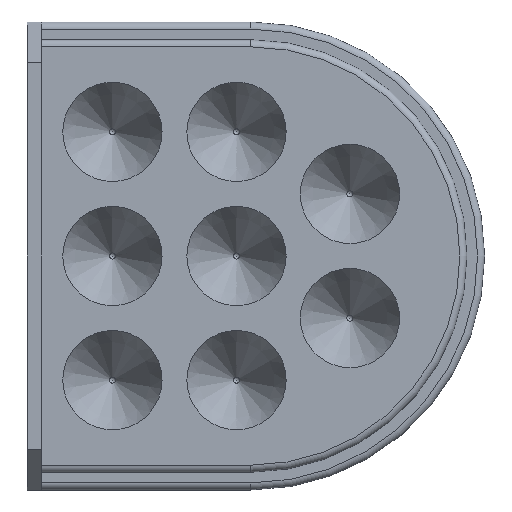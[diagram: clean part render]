
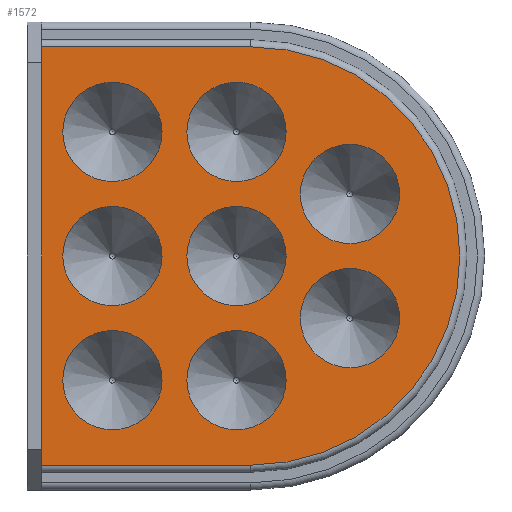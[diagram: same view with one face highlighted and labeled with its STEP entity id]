
A CAD part, front view. The second image highlights one B-rep face of the part: STEP entity #1572.
In plain terms, the highlighted planar face has unit normal (0, -1, 0).
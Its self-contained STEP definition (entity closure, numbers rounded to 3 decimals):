
#75=PLANE('',#1725);
#135=CIRCLE('',#1726,7.);
#136=CIRCLE('',#1727,7.);
#137=CIRCLE('',#1728,7.);
#138=CIRCLE('',#1729,7.);
#139=CIRCLE('',#1730,7.);
#140=CIRCLE('',#1731,7.);
#141=CIRCLE('',#1732,7.);
#142=CIRCLE('',#1733,7.);
#143=CIRCLE('',#1734,29.5);
#283=ORIENTED_EDGE('',*,*,#644,.F.);
#284=ORIENTED_EDGE('',*,*,#645,.F.);
#285=ORIENTED_EDGE('',*,*,#646,.F.);
#286=ORIENTED_EDGE('',*,*,#647,.F.);
#287=ORIENTED_EDGE('',*,*,#648,.F.);
#288=ORIENTED_EDGE('',*,*,#649,.F.);
#289=ORIENTED_EDGE('',*,*,#650,.F.);
#290=ORIENTED_EDGE('',*,*,#651,.F.);
#291=ORIENTED_EDGE('',*,*,#652,.T.);
#292=ORIENTED_EDGE('',*,*,#653,.F.);
#293=ORIENTED_EDGE('',*,*,#654,.T.);
#294=ORIENTED_EDGE('',*,*,#642,.T.);
#642=EDGE_CURVE('',#822,#821,#973,.T.);
#644=EDGE_CURVE('',#823,#823,#135,.T.);
#645=EDGE_CURVE('',#824,#824,#136,.T.);
#646=EDGE_CURVE('',#825,#825,#137,.T.);
#647=EDGE_CURVE('',#826,#826,#138,.T.);
#648=EDGE_CURVE('',#827,#827,#139,.T.);
#649=EDGE_CURVE('',#828,#828,#140,.T.);
#650=EDGE_CURVE('',#829,#829,#141,.T.);
#651=EDGE_CURVE('',#830,#830,#142,.T.);
#652=EDGE_CURVE('',#821,#831,#974,.T.);
#653=EDGE_CURVE('',#832,#831,#975,.T.);
#654=EDGE_CURVE('',#832,#822,#143,.T.);
#821=VERTEX_POINT('',#2601);
#822=VERTEX_POINT('',#2603);
#823=VERTEX_POINT('',#2607);
#824=VERTEX_POINT('',#2609);
#825=VERTEX_POINT('',#2611);
#826=VERTEX_POINT('',#2613);
#827=VERTEX_POINT('',#2615);
#828=VERTEX_POINT('',#2617);
#829=VERTEX_POINT('',#2619);
#830=VERTEX_POINT('',#2621);
#831=VERTEX_POINT('',#2623);
#832=VERTEX_POINT('',#2625);
#973=LINE('',#2602,#1027);
#974=LINE('',#2622,#1028);
#975=LINE('',#2624,#1029);
#1027=VECTOR('',#2015,1000.);
#1028=VECTOR('',#2036,1000.);
#1029=VECTOR('',#2037,1000.);
#1071=EDGE_LOOP('',(#283));
#1072=EDGE_LOOP('',(#284));
#1073=EDGE_LOOP('',(#285));
#1074=EDGE_LOOP('',(#286));
#1075=EDGE_LOOP('',(#287));
#1076=EDGE_LOOP('',(#288));
#1077=EDGE_LOOP('',(#289));
#1078=EDGE_LOOP('',(#290));
#1079=EDGE_LOOP('',(#291,#292,#293,#294));
#1309=FACE_BOUND('',#1071,.T.);
#1310=FACE_BOUND('',#1072,.T.);
#1311=FACE_BOUND('',#1073,.T.);
#1312=FACE_BOUND('',#1074,.T.);
#1313=FACE_BOUND('',#1075,.T.);
#1314=FACE_BOUND('',#1076,.T.);
#1315=FACE_BOUND('',#1077,.T.);
#1316=FACE_BOUND('',#1078,.T.);
#1317=FACE_BOUND('',#1079,.T.);
#1572=ADVANCED_FACE('',(#1309,#1310,#1311,#1312,#1313,#1314,#1315,#1316,
#1317),#75,.F.);
#1725=AXIS2_PLACEMENT_3D('',#2605,#2018,#2019);
#1726=AXIS2_PLACEMENT_3D('',#2606,#2020,#2021);
#1727=AXIS2_PLACEMENT_3D('',#2608,#2022,#2023);
#1728=AXIS2_PLACEMENT_3D('',#2610,#2024,#2025);
#1729=AXIS2_PLACEMENT_3D('',#2612,#2026,#2027);
#1730=AXIS2_PLACEMENT_3D('',#2614,#2028,#2029);
#1731=AXIS2_PLACEMENT_3D('',#2616,#2030,#2031);
#1732=AXIS2_PLACEMENT_3D('',#2618,#2032,#2033);
#1733=AXIS2_PLACEMENT_3D('',#2620,#2034,#2035);
#1734=AXIS2_PLACEMENT_3D('',#2626,#2038,#2039);
#2015=DIRECTION('',(-1.,0.,0.));
#2018=DIRECTION('',(0.,1.,0.));
#2019=DIRECTION('',(0.,0.,1.));
#2020=DIRECTION('',(0.,-1.,0.));
#2021=DIRECTION('',(0.,0.,-1.));
#2022=DIRECTION('',(0.,-1.,0.));
#2023=DIRECTION('',(0.,0.,-1.));
#2024=DIRECTION('',(0.,-1.,0.));
#2025=DIRECTION('',(0.,0.,-1.));
#2026=DIRECTION('',(0.,-1.,0.));
#2027=DIRECTION('',(0.,0.,-1.));
#2028=DIRECTION('',(0.,-1.,0.));
#2029=DIRECTION('',(0.,0.,-1.));
#2030=DIRECTION('',(0.,-1.,0.));
#2031=DIRECTION('',(0.,0.,-1.));
#2032=DIRECTION('',(0.,-1.,0.));
#2033=DIRECTION('',(0.,0.,-1.));
#2034=DIRECTION('',(0.,-1.,0.));
#2035=DIRECTION('',(0.,0.,-1.));
#2036=DIRECTION('',(0.,0.,-1.));
#2037=DIRECTION('',(-1.,0.,0.));
#2038=DIRECTION('',(0.,-1.,0.));
#2039=DIRECTION('',(0.,0.,-1.));
#2601=CARTESIAN_POINT('',(0.,0.,29.5));
#2602=CARTESIAN_POINT('',(29.5,0.,29.5));
#2603=CARTESIAN_POINT('',(29.5,0.,29.5));
#2605=CARTESIAN_POINT('',(29.5,0.,29.5));
#2606=CARTESIAN_POINT('',(43.5,0.,8.75));
#2607=CARTESIAN_POINT('',(43.5,0.,1.75));
#2608=CARTESIAN_POINT('',(43.5,0.,-8.75));
#2609=CARTESIAN_POINT('',(43.5,0.,-15.75));
#2610=CARTESIAN_POINT('',(27.5,0.,17.5));
#2611=CARTESIAN_POINT('',(27.5,0.,10.5));
#2612=CARTESIAN_POINT('',(10.,0.,17.5));
#2613=CARTESIAN_POINT('',(10.,0.,10.5));
#2614=CARTESIAN_POINT('',(27.5,0.,0.));
#2615=CARTESIAN_POINT('',(27.5,0.,-7.));
#2616=CARTESIAN_POINT('',(27.5,0.,-17.5));
#2617=CARTESIAN_POINT('',(27.5,0.,-24.5));
#2618=CARTESIAN_POINT('',(10.,0.,-17.5));
#2619=CARTESIAN_POINT('',(10.,0.,-24.5));
#2620=CARTESIAN_POINT('',(10.,0.,0.));
#2621=CARTESIAN_POINT('',(10.,0.,-7.));
#2622=CARTESIAN_POINT('',(0.,0.,29.5));
#2623=CARTESIAN_POINT('',(0.,0.,-29.5));
#2624=CARTESIAN_POINT('',(29.5,0.,-29.5));
#2625=CARTESIAN_POINT('',(29.5,0.,-29.5));
#2626=CARTESIAN_POINT('',(29.5,0.,0.));
